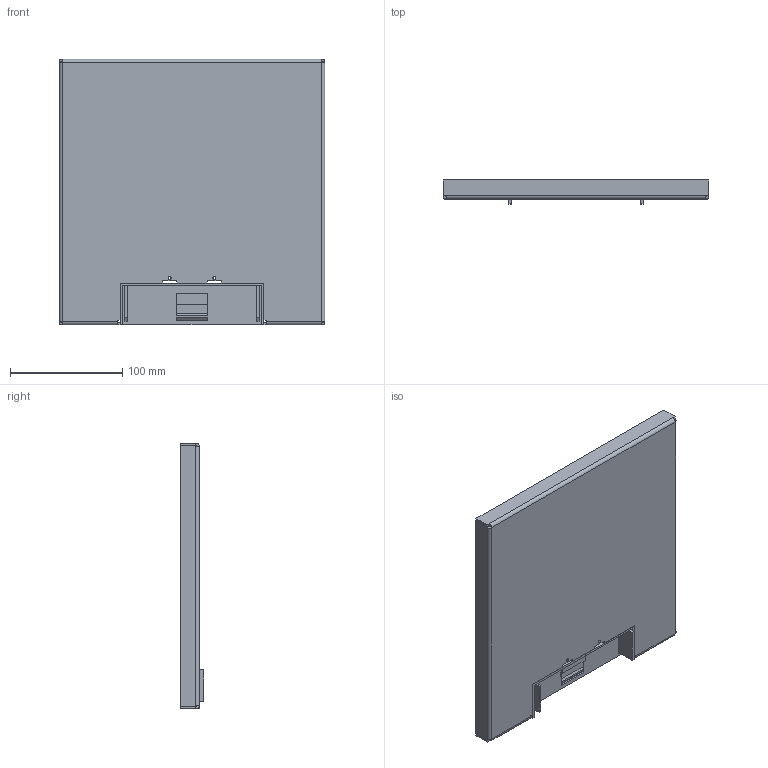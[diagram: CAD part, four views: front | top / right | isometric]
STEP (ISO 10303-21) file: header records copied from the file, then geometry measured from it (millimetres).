
FILE_DESCRIPTION((''),'2;1');
FILE_NAME('EKQ122LE15_ASM','2024-02-29T11:07:21',('goergem'),(''),'CREO PARAMETRIC BY PTC INC, 2022281','CREO PARAMETRIC BY PTC INC, 2022281','');
FILE_SCHEMA(('AUTOMOTIVE_DESIGN { 1 0 10303 214 1 1 1 1 }'));
Length unit declared in the file: millimetre
Products named in the file (8): T-00612_1; T-00622S_1; T-00621S_1; T-00724S_1; T-00782S_ASM_1_ASM; T-00868_ASM_1_ASM; T-00879_ASM_1_ASM; EKQ122LE15_ASM
Assembly tree (7 placements, depth 5):
  EKQ122LE15_ASM
    T-00879_ASM_1_ASM
      T-00868_ASM_1_ASM
        T-00612_1
        T-00782S_ASM_1_ASM
          T-00622S_1
          T-00621S_1
          T-00724S_1
Bounding box: 237 x 21 x 237 mm (x, y, z)
Volume: 147371.1 mm3; surface area: 148131 mm2
Topology: 4 solids, 4 shells, 119 faces, 314 edges, 204 vertices
Faces by surface type: plane 104, cylinder 15
Entity records: 10648 total; most frequent: DIRECTION 1506, CARTESIAN_POINT 1248, ORIENTED_EDGE 586, PROPERTY_DEFINITION 528, AXIS2_PLACEMENT_3D 526, REPRESENTATION 524, PROPERTY_DEFINITION_REPRESENTATION 524, GENERAL_PROPERTY 410
